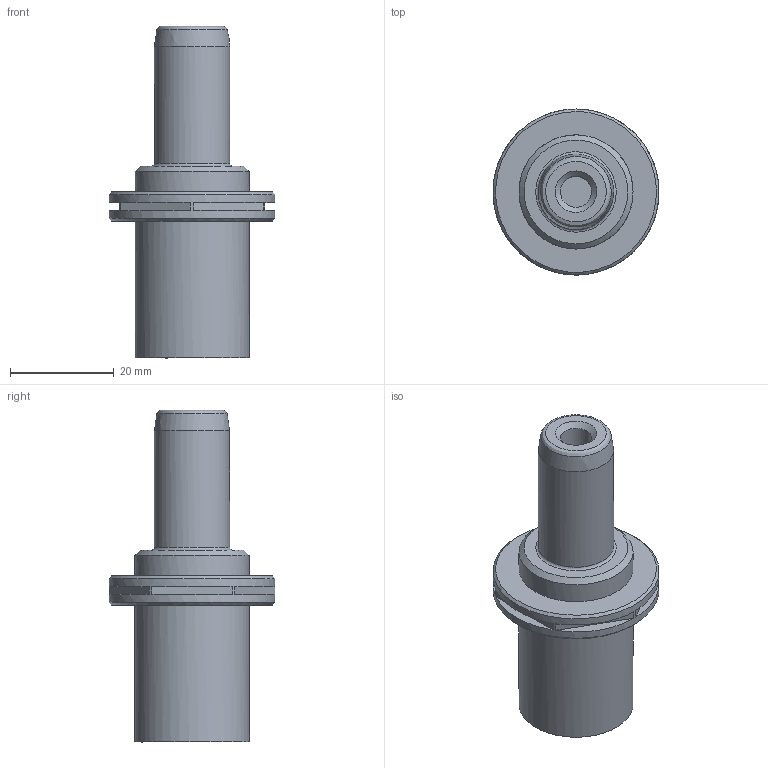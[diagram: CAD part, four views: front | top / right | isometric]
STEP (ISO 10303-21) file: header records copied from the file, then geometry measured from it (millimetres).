
FILE_DESCRIPTION(( 'HARTING HARTING HARTING HARTING HARTING HARTING HARTING HARTING HARTING', 'This Document is valid for Parts No. 09 11 000 6156 '),'2;1');
FILE_NAME('MD_09110006156_R25451.stp', '2003-12-01T09:25:06',('ITIS-3'),('HARTING KGaA, D-32339 Espelkamp'), 'I-DEAS Master Series 9','HP-UNIX','Yes');
FILE_SCHEMA(('AUTOMOTIVE_DESIGN { 1 0 10303 214 0 1 1 1 }'));
Length unit declared in the file: millimetre
Products named in the file (1): Han HC-AX-PE-Kontaktstift
Bounding box: 31.99 x 32 x 64 mm (x, y, z)
Volume: 16260.1 mm3; surface area: 7414.6 mm2
Topology: 1 solids, 1 shells, 45 faces, 84 edges, 52 vertices
Faces by surface type: bspline 45
Entity records: 1407 total; most frequent: CARTESIAN_POINT 842, ORIENTED_EDGE 166, EDGE_CURVE 83, EDGE_LOOP 57, VERTEX_POINT 52, FACE_OUTER_BOUND 45, ADVANCED_FACE 45, QUASI_UNIFORM_CURVE 21
